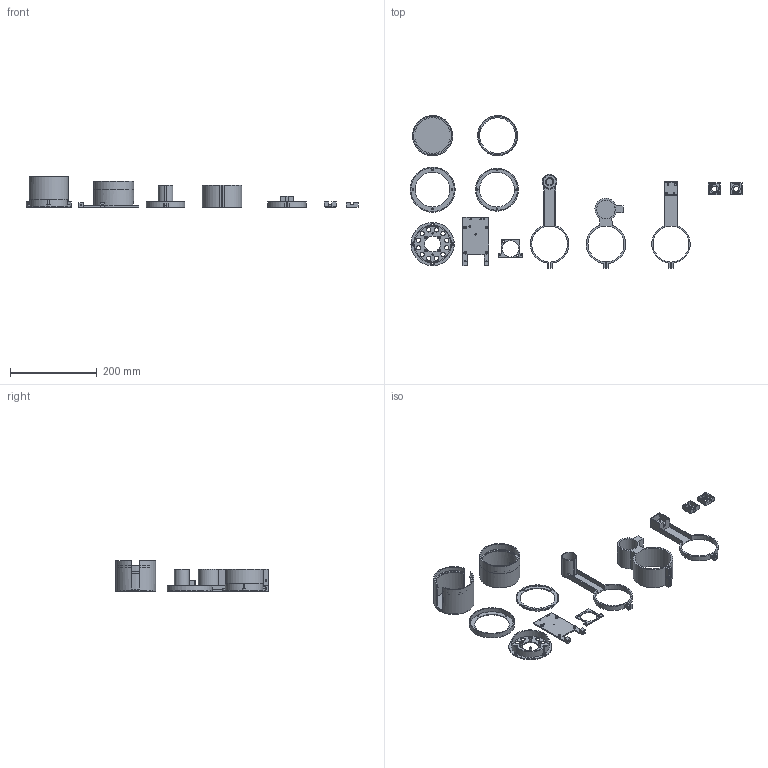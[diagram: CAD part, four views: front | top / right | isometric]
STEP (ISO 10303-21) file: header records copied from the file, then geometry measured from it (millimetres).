
FILE_DESCRIPTION(/* description */ (''),/* implementation_level */ '2;1');
FILE_NAME(/* name */ 'CAPV5 v22.step',/* time_stamp */ '2025-08-14T02:14:41-04:00',/* author */ (''),/* organization */ (''),/* preprocessor_version */ 'ST-DEVELOPER v20.1',/* originating_system */ 'Autodesk Translation Framework v14.4.0.0',/* authorisation */ '');
FILE_SCHEMA (('AUTOMOTIVE_DESIGN { 1 0 10303 214 3 1 1 }'));
Length unit declared in the file: millimetre
Products named in the file (2): CAPV5; Component1
Assembly tree (1 placements, depth 2):
  CAPV5
    Component1
Bounding box: 765.9 x 352.52 x 70 mm (x, y, z)
Volume: 359674.2 mm3; surface area: 282242 mm2
Topology: 17 solids, 17 shells, 364 faces, 949 edges, 632 vertices
Faces by surface type: plane 208, cylinder 151, cone 3, bspline 2
Full cylindrical faces by diameter (mm): 2.7 x2, 2.8 x2, 3.2 x12, 3.4 x5, 3.5 x14, 4.1 x6, 4.2 x4, 4.826 x5, 5.5 x2, 6 x8, 6.731 x8, 10 x12, 12 x2, 19 x2, 38 x1, 43 x1, 80.2 x2, 82.5 x1, 83 x1, 88.5 x4, 92.5 x3, 95.2 x1, 99 x1, 100 x1, 100.2 x1, 104.2 x1
Entity records: 12899 total; most frequent: CARTESIAN_POINT 3480, DIRECTION 1923, ORIENTED_EDGE 1898, EDGE_CURVE 949, AXIS2_PLACEMENT_3D 672, VERTEX_POINT 632, LINE 579, VECTOR 579
